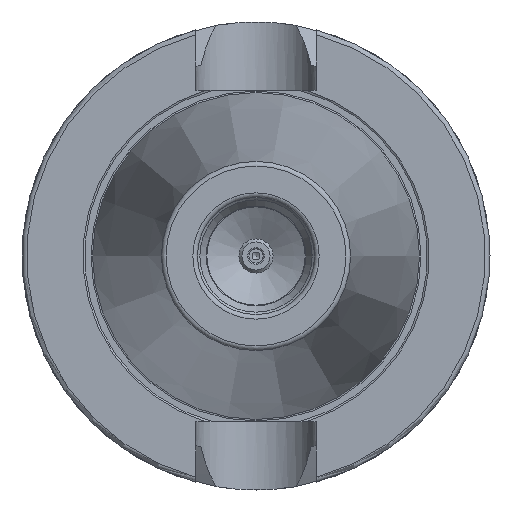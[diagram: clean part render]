
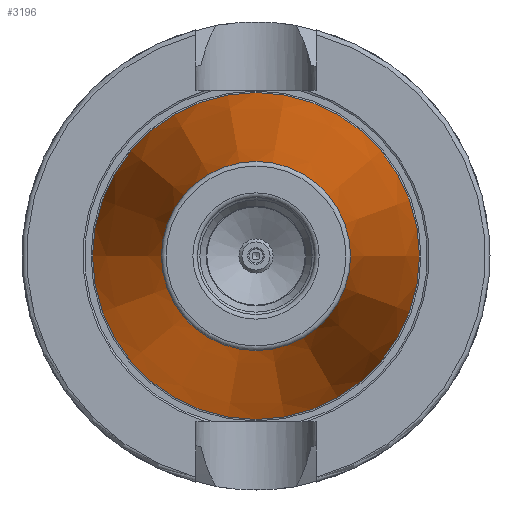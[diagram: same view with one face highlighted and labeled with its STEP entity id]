
A CAD part, left-side view. The second image highlights one B-rep face of the part: STEP entity #3196.
In plain terms, the highlighted conical face has half-angle 8.297 degrees and reference radius 27.564 mm.
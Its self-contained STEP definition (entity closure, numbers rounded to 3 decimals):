
#3162=CARTESIAN_POINT('',(-100.944,20.204,0.0));
#3163=VERTEX_POINT('',#3162);
#3164=CARTESIAN_POINT('',(-100.944,0.0,0.0));
#3165=DIRECTION('',(1.0,0.0,0.0));
#3166=DIRECTION('',(0.0,1.0,0.0));
#3167=AXIS2_PLACEMENT_3D('',#3164,#3165,#3166);
#3168=CIRCLE('',#3167,20.204);
#3169=EDGE_CURVE('',#3163,#3163,#3168,.T.);
#3177=CARTESIAN_POINT('',(-50.472,0.0,0.0));
#3178=DIRECTION('',(1.0,0.0,0.0));
#3179=DIRECTION('',(0.0,1.0,0.0));
#3180=AXIS2_PLACEMENT_3D('',#3177,#3178,#3179);
#3181=CONICAL_SURFACE('',#3180,27.564,8.297);
#3182=CARTESIAN_POINT('',(0.0,34.925,0.0));
#3183=VERTEX_POINT('',#3182);
#3184=CARTESIAN_POINT('',(0.0,0.0,0.0));
#3185=DIRECTION('',(1.0,0.0,0.0));
#3186=DIRECTION('',(0.0,1.0,0.0));
#3187=AXIS2_PLACEMENT_3D('',#3184,#3185,#3186);
#3188=CIRCLE('',#3187,34.925);
#3189=EDGE_CURVE('',#3183,#3183,#3188,.T.);
#3190=ORIENTED_EDGE('',*,*,#3189,.F.);
#3191=EDGE_LOOP('',(#3190));
#3192=FACE_OUTER_BOUND('',#3191,.T.);
#3193=ORIENTED_EDGE('',*,*,#3169,.T.);
#3194=EDGE_LOOP('',(#3193));
#3195=FACE_BOUND('',#3194,.T.);
#3196=ADVANCED_FACE('',(#3192,#3195),#3181,.T.);
